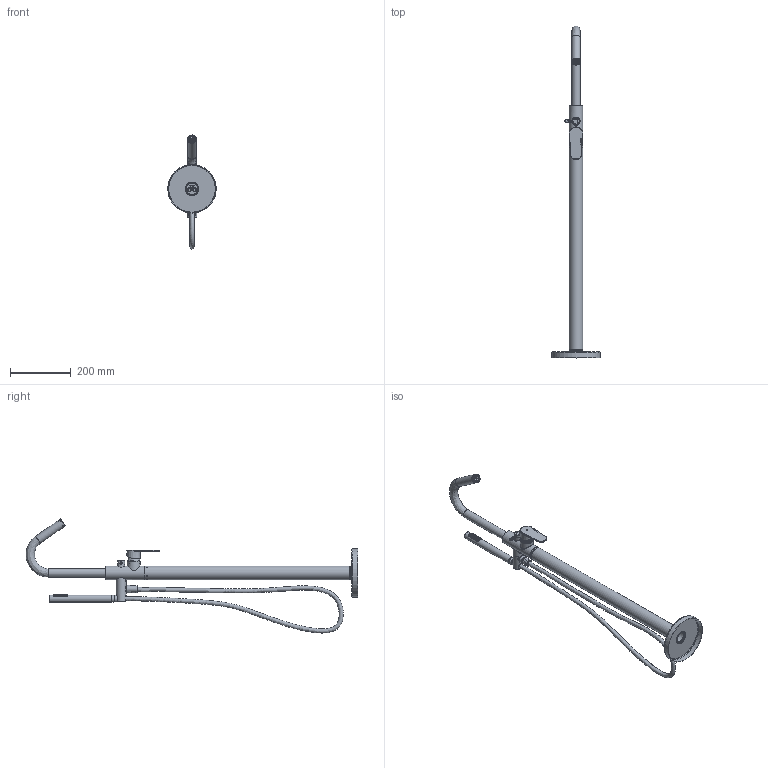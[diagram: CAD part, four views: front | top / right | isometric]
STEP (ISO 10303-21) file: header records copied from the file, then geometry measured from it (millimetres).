
FILE_DESCRIPTION (( 'STEP AP203' ), '1' );
FILE_NAME ('36CP03382.STEP', '2021-04-20T06:32:10', ( '' ), ( '' ), 'SwSTEP 2.0', 'SolidWorks 2018', '' );
FILE_SCHEMA (( 'CONFIG_CONTROL_DESIGN' ));
Length unit declared in the file: millimetre
Products named in the file (1): 36CP03382
Bounding box: 160 x 1097 x 376.99 mm (x, y, z)
Volume: 768069.3 mm3; surface area: 504233.2 mm2
Topology: 19 solids, 19 shells, 792 faces, 1880 edges, 1262 vertices
Faces by surface type: plane 344, cylinder 276, cone 107, bspline 43, torus 15, sphere 7
Full cylindrical faces by diameter (mm): 2 x2, 3.3 x1, 3.5 x1, 4 x37, 4.2 x3, 5 x5, 5.5 x1, 6.2 x1, 6.5 x1, 6.6 x1, 6.8 x1, 8 x2, 8.9 x1, 9 x3, 9.5 x1, 9.8 x1, 10 x1, 10.5 x1, 11 x2, 12.5 x2, 12.8 x1, 13.4 x1, 13.5 x1, 14 x2, 15 x1, 16 x1, 17 x1, 17.5 x1, 17.7 x1, 18 x3
Entity records: 34260 total; most frequent: CARTESIAN_POINT 18985, DIRECTION 3009, ORIENTED_EDGE 2790, EDGE_CURVE 1395, AXIS2_PLACEMENT_3D 1198, EDGE_LOOP 1167, VERTEX_POINT 1048, FACE_OUTER_BOUND 859
